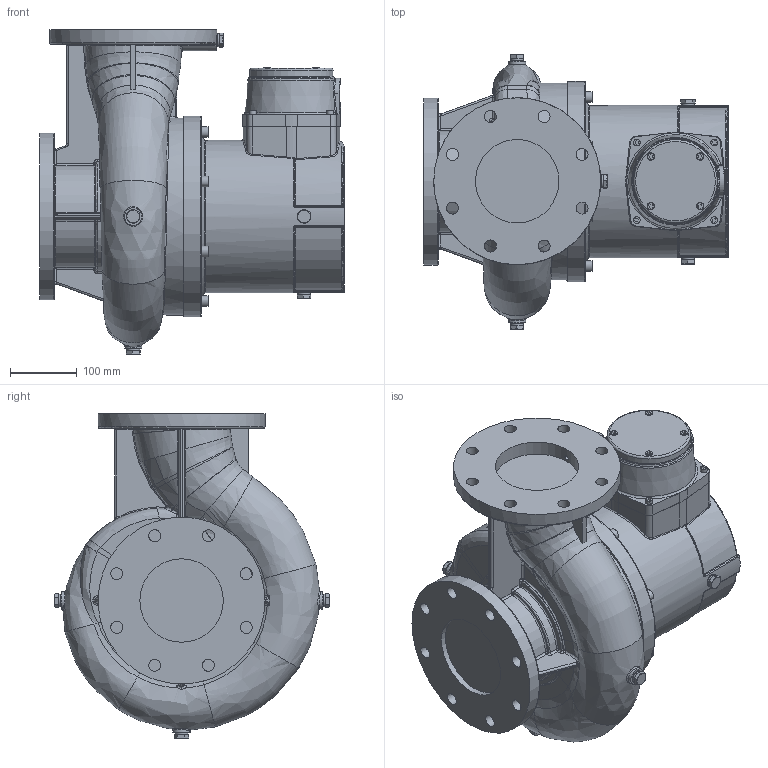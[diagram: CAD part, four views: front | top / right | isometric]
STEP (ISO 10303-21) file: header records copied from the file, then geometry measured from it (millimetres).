
FILE_DESCRIPTION( ( 'Unknown' ), '1' );
FILE_NAME( 'CTR 125_blok.stp', 'Unknown', ( 'Unknown' ), ( 'Unknown' ), 'PSStep 17.0.49', 'Unknown', ' ' );
FILE_SCHEMA( ( 'AUTOMOTIVE_DESIGN { 1 0 10303 214 1 1 1 1 }' ) );
Length unit declared in the file: millimetre
Products named in the file (15): Assem1; M10 imbus; Śruba M6 imbus krótka; KS CTR 125_blok; KP CTR 125_blok; Skrzynka zaciskowa; Pokrywka; Podkładka teflonowa; Korek M12x1,5; Korek M12x1,5-oa0; Korek M12x1,5-oa1; Korek M12x1,5-oa2; Korek M12x1,5-oa3; Korek M12x1,5-oa4; Korek M12x1,5-oa5
Assembly tree (34 placements, depth 2):
  Assem1
    M10 imbus  x8
    Śruba M6 imbus krótka  x8
    KS CTR 125_blok
    KP CTR 125_blok
    Skrzynka zaciskowa
    Pokrywka
    Podkładka teflonowa  x7
    Korek M12x1,5
    Korek M12x1,5-oa0
    Korek M12x1,5-oa1
    Korek M12x1,5-oa2
    Korek M12x1,5-oa3
    Korek M12x1,5-oa4
    Korek M12x1,5-oa5
Bounding box: 456 x 410.9 x 486.5 mm (x, y, z)
Volume: 27233148.7 mm3; surface area: 1163375.8 mm2
Topology: 34 solids, 34 shells, 1312 faces, 3019 edges, 1765 vertices
Faces by surface type: bspline 414, plane 388, cylinder 321, torus 81, cone 75, sphere 33
Full cylindrical faces by diameter (mm): 4.917 x8, 6 x8, 6.5 x4, 6.6 x1, 9 x4, 9.7 x7, 10 x16, 10.106 x16, 10.376 x7, 11 x4, 12 x7, 12.2 x7, 14 x8, 16 x8, 18 x17, 19 x14, 20 x7, 25.376 x2, 26 x3, 29.5 x1, 60 x1, 75.3 x1, 88 x1, 89.718 x1, 125 x3, 125.4 x1, 138 x1, 228 x1, 250 x2, 295 x1
Entity records: 202587 total; most frequent: CARTESIAN_POINT 171792, ORIENTED_EDGE 4616, DIRECTION 3903, EDGE_CURVE 2308, AXIS2_PLACEMENT_3D 1720, VERTEX_POINT 1447, EDGE_LOOP 1413, FACE_OUTER_BOUND 1269
